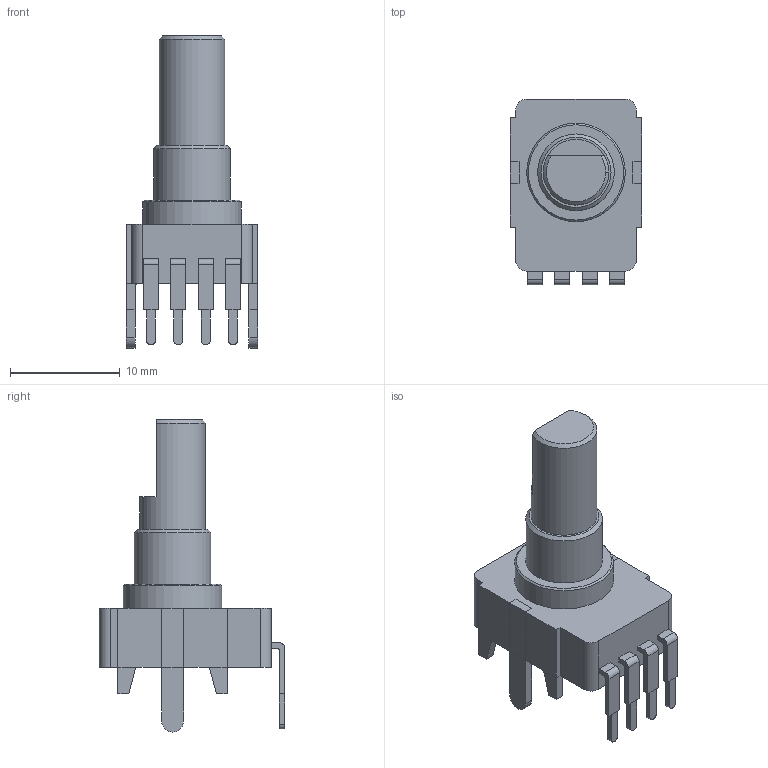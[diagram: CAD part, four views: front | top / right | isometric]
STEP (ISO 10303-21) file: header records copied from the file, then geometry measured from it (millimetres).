
FILE_DESCRIPTION(('FreeCAD Model'),'2;1');
FILE_NAME('ALPHA_RV112FF-40B1-15F_2.step','2019-12-10T17:57:17',('Author'),(''), 'Open CASCADE STEP processor 7.3','FreeCAD','Unknown');
FILE_SCHEMA(('AUTOMOTIVE_DESIGN { 1 0 10303 214 1 1 1 1 }'));
Length unit declared in the file: millimetre
Products named in the file (5): Gehäuse; Beinchen3; Beinchen4; Beinchen1; Beinchen2
Bounding box: 12 x 16.95 x 28.5 mm (x, y, z)
Volume: 1604.8 mm3; surface area: 1217.3 mm2
Topology: 5 solids, 5 shells, 139 faces, 341 edges, 215 vertices
Faces by surface type: plane 110, cylinder 25, cone 4
Full cylindrical faces by diameter (mm): 6 x1, 7 x1, 9 x1
Entity records: 8547 total; most frequent: CARTESIAN_POINT 1520, DIRECTION 1298, LINE 861, VECTOR 861, ORIENTED_EDGE 682, PCURVE 682, DEFINITIONAL_REPRESENTATION 682, EDGE_CURVE 341
